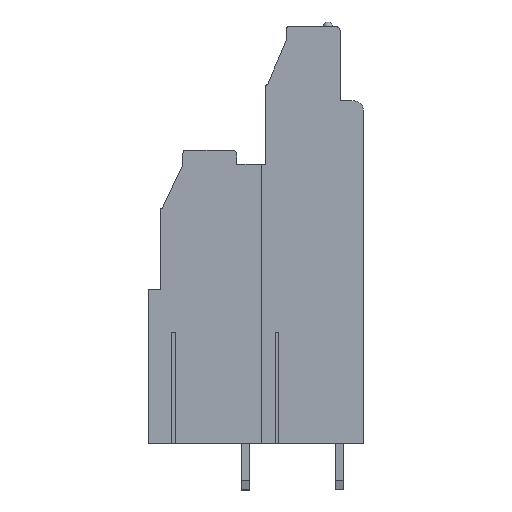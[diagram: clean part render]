
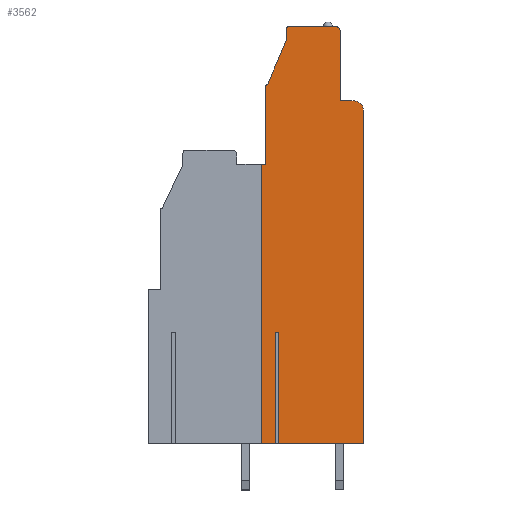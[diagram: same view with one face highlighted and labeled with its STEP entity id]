
A CAD part, top view. The second image highlights one B-rep face of the part: STEP entity #3562.
In plain terms, the highlighted planar face has unit normal (0, 0, 1).
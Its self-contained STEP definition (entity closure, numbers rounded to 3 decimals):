
#13=DIRECTION('',(1.,0.,0.));
#14=VECTOR('',#13,0.38);
#15=CARTESIAN_POINT('',(1.01,-18.05,12.7));
#16=LINE('',#15,#14);
#17=DIRECTION('',(0.,1.,0.));
#18=VECTOR('',#17,11.95);
#19=CARTESIAN_POINT('',(1.01,-30.,12.7));
#20=LINE('',#19,#18);
#21=DIRECTION('',(1.,0.,0.));
#22=VECTOR('',#21,1.51);
#23=CARTESIAN_POINT('',(-0.5,-30.,12.7));
#24=LINE('',#23,#22);
#25=DIRECTION('',(0.,1.,0.));
#26=VECTOR('',#25,30.);
#27=CARTESIAN_POINT('',(-0.5,-30.,12.7));
#28=LINE('',#27,#26);
#29=DIRECTION('',(-1.,0.,0.));
#30=VECTOR('',#29,0.5);
#31=CARTESIAN_POINT('',(0.,0.,12.7));
#32=LINE('',#31,#30);
#33=DIRECTION('',(0.,-1.,0.));
#34=VECTOR('',#33,8.4);
#35=CARTESIAN_POINT('',(0.,8.4,12.7));
#36=LINE('',#35,#34);
#37=CARTESIAN_POINT('',(0.2,8.4,12.7));
#38=DIRECTION('',(0.,0.,1.));
#39=DIRECTION('',(0.,1.,0.));
#40=AXIS2_PLACEMENT_3D('',#37,#38,#39);
#42=DIRECTION('',(-0.392,-0.92,0.));
#43=VECTOR('',#42,5.108);
#44=CARTESIAN_POINT('',(2.2,13.3,12.7));
#45=LINE('',#44,#43);
#46=DIRECTION('',(0.,-1.,0.));
#47=VECTOR('',#46,1.2);
#48=CARTESIAN_POINT('',(2.2,14.5,12.7));
#49=LINE('',#48,#47);
#50=CARTESIAN_POINT('',(2.5,14.5,12.7));
#51=DIRECTION('',(0.,0.,1.));
#52=DIRECTION('',(0.,1.,0.));
#53=AXIS2_PLACEMENT_3D('',#50,#51,#52);
#55=DIRECTION('',(-1.,0.,0.));
#56=VECTOR('',#55,5.);
#57=CARTESIAN_POINT('',(7.5,14.8,12.7));
#58=LINE('',#57,#56);
#59=CARTESIAN_POINT('',(7.5,14.3,12.7));
#60=DIRECTION('',(0.,0.,1.));
#61=DIRECTION('',(1.,0.,0.));
#62=AXIS2_PLACEMENT_3D('',#59,#60,#61);
#64=DIRECTION('',(0.,1.,0.));
#65=VECTOR('',#64,7.5);
#66=CARTESIAN_POINT('',(8.,6.8,12.7));
#67=LINE('',#66,#65);
#68=DIRECTION('',(-1.,0.,0.));
#69=VECTOR('',#68,1.5);
#70=CARTESIAN_POINT('',(9.5,6.8,12.7));
#71=LINE('',#70,#69);
#72=CARTESIAN_POINT('',(9.5,5.8,12.7));
#73=DIRECTION('',(0.,0.,1.));
#74=DIRECTION('',(1.,0.,0.));
#75=AXIS2_PLACEMENT_3D('',#72,#73,#74);
#77=DIRECTION('',(0.,1.,0.));
#78=VECTOR('',#77,35.8);
#79=CARTESIAN_POINT('',(10.5,-30.,12.7));
#80=LINE('',#79,#78);
#81=DIRECTION('',(1.,0.,0.));
#82=VECTOR('',#81,9.11);
#83=CARTESIAN_POINT('',(1.39,-30.,12.7));
#84=LINE('',#83,#82);
#85=DIRECTION('',(0.,1.,0.));
#86=VECTOR('',#85,11.95);
#87=CARTESIAN_POINT('',(1.39,-30.,12.7));
#88=LINE('',#87,#86);
#2707=CARTESIAN_POINT('',(10.5,-30.,12.7));
#2708=CARTESIAN_POINT('',(10.5,5.8,12.7));
#2709=VERTEX_POINT('',#2707);
#2710=VERTEX_POINT('',#2708);
#2711=CARTESIAN_POINT('',(9.5,6.8,12.7));
#2712=VERTEX_POINT('',#2711);
#2713=CARTESIAN_POINT('',(8.,6.8,12.7));
#2714=VERTEX_POINT('',#2713);
#2715=CARTESIAN_POINT('',(8.,14.3,12.7));
#2716=VERTEX_POINT('',#2715);
#2717=CARTESIAN_POINT('',(7.5,14.8,12.7));
#2718=VERTEX_POINT('',#2717);
#2719=CARTESIAN_POINT('',(2.5,14.8,12.7));
#2720=VERTEX_POINT('',#2719);
#2721=CARTESIAN_POINT('',(2.2,14.5,12.7));
#2722=VERTEX_POINT('',#2721);
#2723=CARTESIAN_POINT('',(2.2,13.3,12.7));
#2724=VERTEX_POINT('',#2723);
#2725=CARTESIAN_POINT('',(0.2,8.6,12.7));
#2726=VERTEX_POINT('',#2725);
#2727=CARTESIAN_POINT('',(0.,8.4,12.7));
#2728=VERTEX_POINT('',#2727);
#2729=CARTESIAN_POINT('',(0.,0.,12.7));
#2730=VERTEX_POINT('',#2729);
#2755=CARTESIAN_POINT('',(-0.5,-30.,12.7));
#2756=CARTESIAN_POINT('',(-0.5,0.,12.7));
#2757=VERTEX_POINT('',#2755);
#2758=VERTEX_POINT('',#2756);
#2839=CARTESIAN_POINT('',(1.01,-18.05,12.7));
#2840=CARTESIAN_POINT('',(1.39,-18.05,12.7));
#2841=VERTEX_POINT('',#2839);
#2842=VERTEX_POINT('',#2840);
#2843=CARTESIAN_POINT('',(1.01,-30.,12.7));
#2844=VERTEX_POINT('',#2843);
#2845=CARTESIAN_POINT('',(1.39,-30.,12.7));
#2846=VERTEX_POINT('',#2845);
#3519=CARTESIAN_POINT('',(0.,0.,12.7));
#3520=DIRECTION('',(0.,0.,1.));
#3521=DIRECTION('',(1.,0.,0.));
#3522=AXIS2_PLACEMENT_3D('',#3519,#3520,#3521);
#3523=PLANE('',#3522);
#3525=ORIENTED_EDGE('',*,*,#3524,.F.);
#3527=ORIENTED_EDGE('',*,*,#3526,.F.);
#3529=ORIENTED_EDGE('',*,*,#3528,.F.);
#3531=ORIENTED_EDGE('',*,*,#3530,.T.);
#3533=ORIENTED_EDGE('',*,*,#3532,.F.);
#3535=ORIENTED_EDGE('',*,*,#3534,.F.);
#3537=ORIENTED_EDGE('',*,*,#3536,.F.);
#3539=ORIENTED_EDGE('',*,*,#3538,.F.);
#3541=ORIENTED_EDGE('',*,*,#3540,.F.);
#3543=ORIENTED_EDGE('',*,*,#3542,.F.);
#3545=ORIENTED_EDGE('',*,*,#3544,.F.);
#3547=ORIENTED_EDGE('',*,*,#3546,.F.);
#3549=ORIENTED_EDGE('',*,*,#3548,.F.);
#3551=ORIENTED_EDGE('',*,*,#3550,.F.);
#3553=ORIENTED_EDGE('',*,*,#3552,.F.);
#3555=ORIENTED_EDGE('',*,*,#3554,.F.);
#3557=ORIENTED_EDGE('',*,*,#3556,.F.);
#3559=ORIENTED_EDGE('',*,*,#3558,.T.);
#3560=EDGE_LOOP('',(#3525,#3527,#3529,#3531,#3533,#3535,#3537,#3539,#3541,#3543,
#3545,#3547,#3549,#3551,#3553,#3555,#3557,#3559));
#3561=FACE_OUTER_BOUND('',#3560,.F.);
#41=CIRCLE('',#40,0.2);
#54=CIRCLE('',#53,0.3);
#63=CIRCLE('',#62,0.5);
#76=CIRCLE('',#75,1.);
#3524=EDGE_CURVE('',#2841,#2842,#16,.T.);
#3526=EDGE_CURVE('',#2844,#2841,#20,.T.);
#3528=EDGE_CURVE('',#2757,#2844,#24,.T.);
#3530=EDGE_CURVE('',#2757,#2758,#28,.T.);
#3532=EDGE_CURVE('',#2730,#2758,#32,.T.);
#3534=EDGE_CURVE('',#2728,#2730,#36,.T.);
#3536=EDGE_CURVE('',#2726,#2728,#41,.T.);
#3538=EDGE_CURVE('',#2724,#2726,#45,.T.);
#3540=EDGE_CURVE('',#2722,#2724,#49,.T.);
#3542=EDGE_CURVE('',#2720,#2722,#54,.T.);
#3544=EDGE_CURVE('',#2718,#2720,#58,.T.);
#3546=EDGE_CURVE('',#2716,#2718,#63,.T.);
#3548=EDGE_CURVE('',#2714,#2716,#67,.T.);
#3550=EDGE_CURVE('',#2712,#2714,#71,.T.);
#3552=EDGE_CURVE('',#2710,#2712,#76,.T.);
#3554=EDGE_CURVE('',#2709,#2710,#80,.T.);
#3556=EDGE_CURVE('',#2846,#2709,#84,.T.);
#3558=EDGE_CURVE('',#2846,#2842,#88,.T.);
#3562=ADVANCED_FACE('',(#3561),#3523,.T.);
